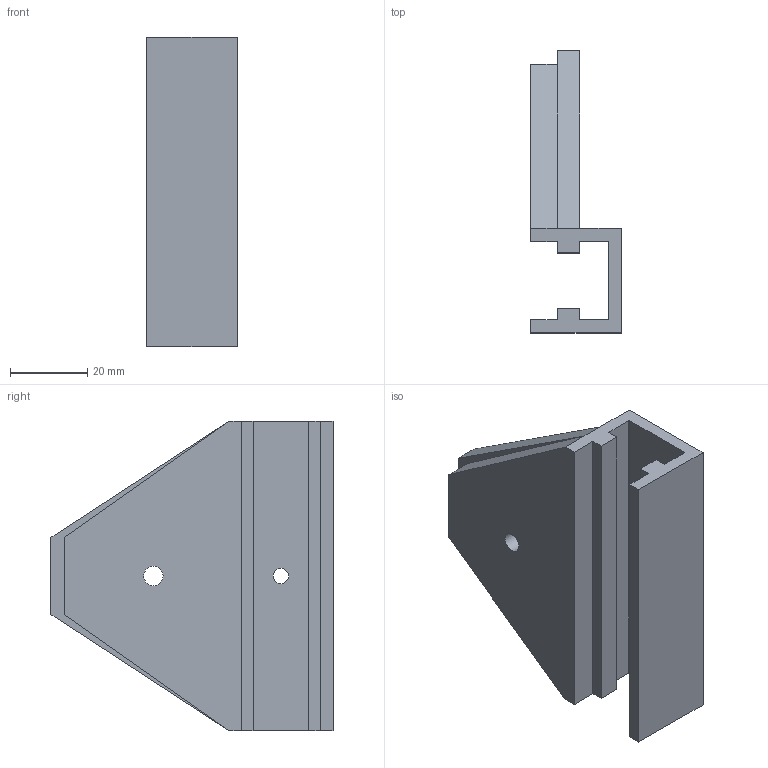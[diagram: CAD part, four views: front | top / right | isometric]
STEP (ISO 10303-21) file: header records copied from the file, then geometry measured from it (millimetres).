
FILE_DESCRIPTION(('FreeCAD Model'),'2;1');
FILE_NAME('z-inner-hinge-x2.step', '2019-07-07T13:48:43',('Author'),(''), 'Open CASCADE STEP processor 6.8','FreeCAD','Unknown');
FILE_SCHEMA(('AUTOMOTIVE_DESIGN_CC2 { 1 2 10303 214 -1 1 5 4 }'));
Length unit declared in the file: millimetre
Products named in the file (2): ASSEMBLY; z-inner-hinge
Assembly tree (1 placements, depth 2):
  ASSEMBLY
    z-inner-hinge
Bounding box: 23.5 x 73 x 80 mm (x, y, z)
Volume: 48069.7 mm3; surface area: 18217.9 mm2
Topology: 1 solids, 1 shells, 37 faces, 98 edges, 64 vertices
Faces by surface type: plane 33, cylinder 4
Full cylindrical faces by diameter (mm): 4 x1, 5 x1
Entity records: 2443 total; most frequent: CARTESIAN_POINT 439, DIRECTION 358, LINE 260, VECTOR 260, ORIENTED_EDGE 196, PCURVE 196, DEFINITIONAL_REPRESENTATION 196, EDGE_CURVE 98
